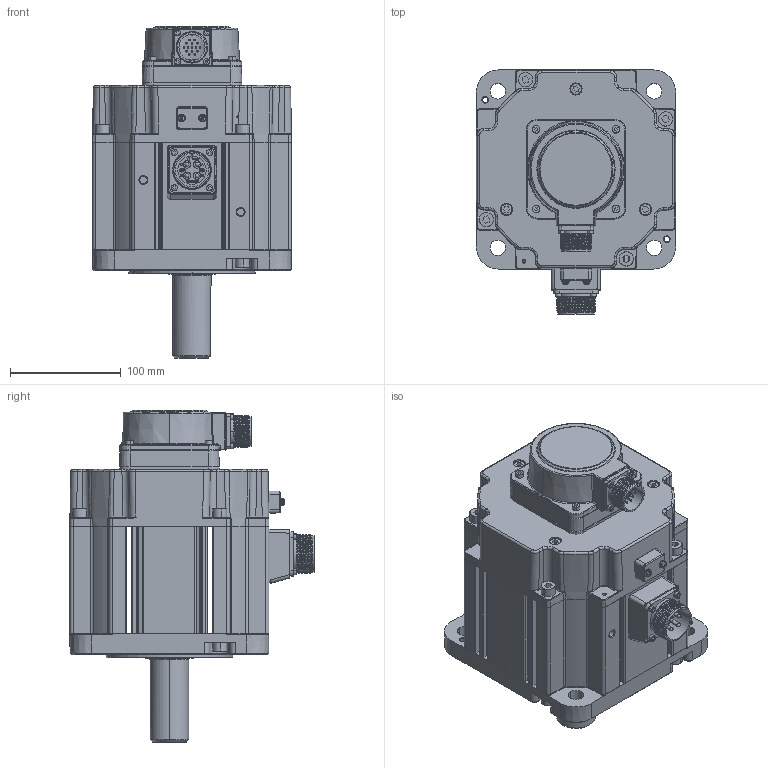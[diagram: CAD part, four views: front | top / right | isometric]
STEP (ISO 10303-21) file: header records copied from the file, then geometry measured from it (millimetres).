
FILE_DESCRIPTION (( 'STEP AP203' ), '1' );
FILE_NAME ('MS6G-180TH15BZ2-43P0.STEP', '2024-04-26T07:56:04', ( '' ), ( '' ), 'SwSTEP 2.0', 'SolidWorks 2022', '' );
FILE_SCHEMA (( 'CONFIG_CONTROL_DESIGN' ));
Products named in the file (1): MS6G-180TH15BZ2-43P0
Bounding box: 180 x 220.9 x 300 mm (x, y, z)
Surface area: 267985.5 mm2 (no closed solid volume)
Topology: 0 solids, 75 shells, 1541 faces, 4802 edges, 3268 vertices
Faces by surface type: plane 511, cylinder 461, bspline 267, torus 142, cone 113, sphere 47
Entity records: 74330 total; most frequent: CARTESIAN_POINT 34109, DIRECTION 8054, ORIENTED_EDGE 8007, EDGE_CURVE 4752, VERTEX_POINT 3268, AXIS2_PLACEMENT_3D 2927, LINE 2200, VECTOR 2200
